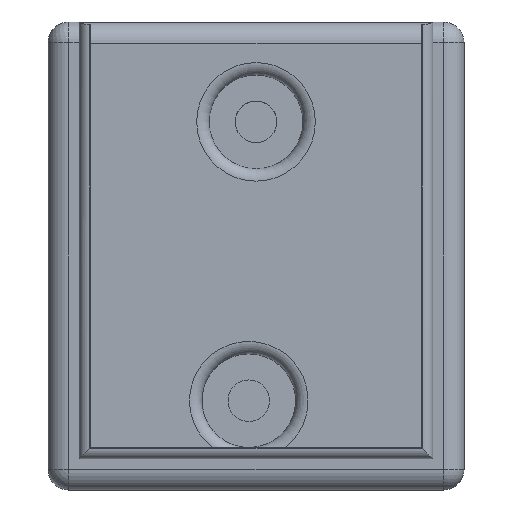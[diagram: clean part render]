
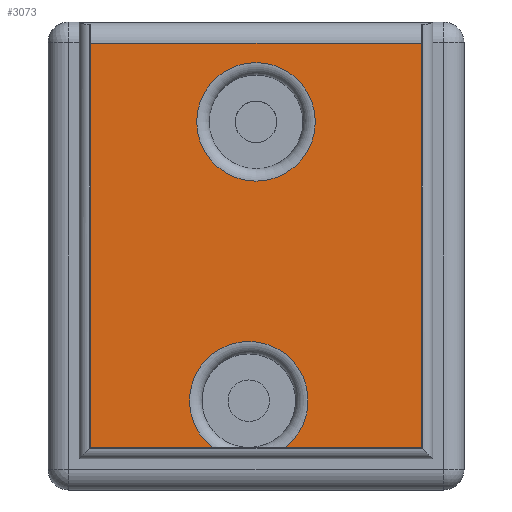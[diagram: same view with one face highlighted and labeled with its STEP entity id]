
A CAD part, left-side view. The second image highlights one B-rep face of the part: STEP entity #3073.
In plain terms, the highlighted planar face has unit normal (-1, 0, 0).
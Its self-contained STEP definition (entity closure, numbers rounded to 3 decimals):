
#165=FACE_BOUND('',#693,.T.);
#299=CIRCLE('',#3398,5.7);
#303=CIRCLE('',#3403,5.7);
#304=CIRCLE('',#3404,5.7);
#474=FACE_OUTER_BOUND('',#692,.T.);
#692=EDGE_LOOP('',(#2694,#2695,#2696,#2697,#2698,#2699,#2700));
#693=EDGE_LOOP('',(#2701));
#948=LINE('',#5267,#1211);
#949=LINE('',#5269,#1212);
#950=LINE('',#5271,#1213);
#951=LINE('',#5273,#1214);
#952=LINE('',#5275,#1215);
#1211=VECTOR('',#4250,10.);
#1212=VECTOR('',#4251,10.);
#1213=VECTOR('',#4252,10.);
#1214=VECTOR('',#4253,10.);
#1215=VECTOR('',#4254,10.);
#1481=VERTEX_POINT('',#5255);
#1484=VERTEX_POINT('',#5263);
#1485=VERTEX_POINT('',#5264);
#1486=VERTEX_POINT('',#5266);
#1487=VERTEX_POINT('',#5268);
#1488=VERTEX_POINT('',#5270);
#1489=VERTEX_POINT('',#5272);
#1490=VERTEX_POINT('',#5274);
#1891=EDGE_CURVE('',#1481,#1481,#299,.T.);
#1895=EDGE_CURVE('',#1484,#1485,#303,.T.);
#1896=EDGE_CURVE('',#1484,#1486,#948,.T.);
#1897=EDGE_CURVE('',#1486,#1487,#949,.T.);
#1898=EDGE_CURVE('',#1488,#1487,#950,.T.);
#1899=EDGE_CURVE('',#1488,#1489,#951,.T.);
#1900=EDGE_CURVE('',#1489,#1490,#952,.T.);
#1901=EDGE_CURVE('',#1485,#1490,#304,.T.);
#2694=ORIENTED_EDGE('',*,*,#1895,.F.);
#2695=ORIENTED_EDGE('',*,*,#1896,.T.);
#2696=ORIENTED_EDGE('',*,*,#1897,.T.);
#2697=ORIENTED_EDGE('',*,*,#1898,.F.);
#2698=ORIENTED_EDGE('',*,*,#1899,.T.);
#2699=ORIENTED_EDGE('',*,*,#1900,.T.);
#2700=ORIENTED_EDGE('',*,*,#1901,.F.);
#2701=ORIENTED_EDGE('',*,*,#1891,.F.);
#2906=PLANE('',#3402);
#3073=ADVANCED_FACE('',(#474,#165),#2906,.T.);
#3398=AXIS2_PLACEMENT_3D('',#5256,#4238,#4239);
#3402=AXIS2_PLACEMENT_3D('',#5262,#4246,#4247);
#3403=AXIS2_PLACEMENT_3D('',#5265,#4248,#4249);
#3404=AXIS2_PLACEMENT_3D('',#5276,#4255,#4256);
#4238=DIRECTION('center_axis',(-1.,0.,0.));
#4239=DIRECTION('ref_axis',(0.,0.,1.));
#4246=DIRECTION('center_axis',(-1.,0.,0.));
#4247=DIRECTION('ref_axis',(0.,0.,1.));
#4248=DIRECTION('center_axis',(-1.,0.,0.));
#4249=DIRECTION('ref_axis',(0.,0.,1.));
#4250=DIRECTION('',(0.,-1.,0.));
#4251=DIRECTION('',(0.,0.,1.));
#4252=DIRECTION('',(0.,-1.,0.));
#4253=DIRECTION('',(0.,0.,-1.));
#4254=DIRECTION('',(0.,-1.,0.));
#4255=DIRECTION('center_axis',(-1.,0.,0.));
#4256=DIRECTION('ref_axis',(0.,0.,1.));
#5255=CARTESIAN_POINT('',(-57.,20.,41.1));
#5256=CARTESIAN_POINT('Origin',(-57.,20.,35.4));
#5262=CARTESIAN_POINT('Origin',(-57.,20.003,22.475));
#5263=CARTESIAN_POINT('',(-57.,17.175,4.1));
#5264=CARTESIAN_POINT('',(-57.,20.692,14.286));
#5265=CARTESIAN_POINT('Origin',(-57.,20.692,8.586));
#5266=CARTESIAN_POINT('',(-57.,4.1,4.1));
#5267=CARTESIAN_POINT('',(-57.,20.17,4.1));
#5268=CARTESIAN_POINT('',(-57.,4.1,42.949));
#5269=CARTESIAN_POINT('',(-57.,4.1,13.287));
#5270=CARTESIAN_POINT('',(-57.,35.9,42.949));
#5271=CARTESIAN_POINT('',(-57.,10.001,42.949));
#5272=CARTESIAN_POINT('',(-57.,35.9,4.1));
#5273=CARTESIAN_POINT('',(-57.,35.9,33.712));
#5274=CARTESIAN_POINT('',(-57.,24.208,4.1));
#5275=CARTESIAN_POINT('',(-57.,27.951,4.1));
#5276=CARTESIAN_POINT('Origin',(-57.,20.692,8.586));
